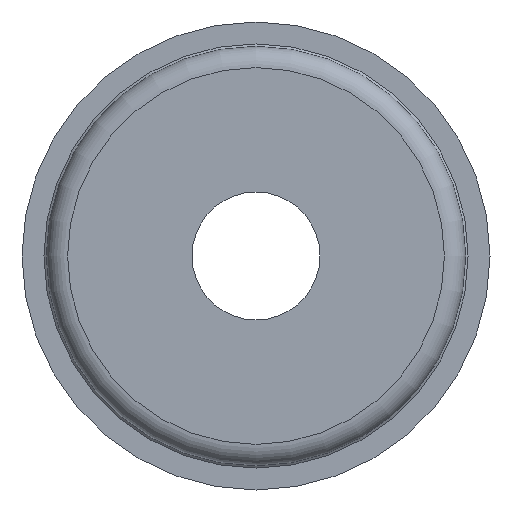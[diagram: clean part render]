
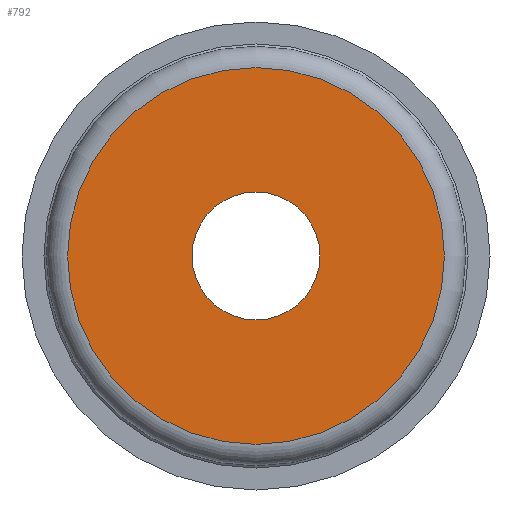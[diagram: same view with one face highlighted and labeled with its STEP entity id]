
A CAD part, front view. The second image highlights one B-rep face of the part: STEP entity #792.
In plain terms, the highlighted planar face has unit normal (0, -1, 0).
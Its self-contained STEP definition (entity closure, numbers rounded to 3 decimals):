
#30=PLANE('',#879);
#133=ORIENTED_EDGE('',*,*,#182,.F.);
#134=ORIENTED_EDGE('',*,*,#181,.T.);
#181=EDGE_CURVE('',#224,#224,#267,.T.);
#182=EDGE_CURVE('',#225,#225,#268,.F.);
#224=VERTEX_POINT('',#1178);
#225=VERTEX_POINT('',#1181);
#267=CIRCLE('',#878,7.95);
#268=CIRCLE('',#880,2.7);
#348=EDGE_LOOP('',(#133));
#349=EDGE_LOOP('',(#134));
#434=FACE_BOUND('',#348,.T.);
#435=FACE_BOUND('',#349,.T.);
#792=ADVANCED_FACE('',(#434,#435),#30,.F.);
#878=AXIS2_PLACEMENT_3D('',#1177,#1042,#1043);
#879=AXIS2_PLACEMENT_3D('',#1179,#1044,#1045);
#880=AXIS2_PLACEMENT_3D('',#1180,#1046,#1047);
#1042=DIRECTION('',(0.,-1.,0.));
#1043=DIRECTION('',(0.,0.,-1.));
#1044=DIRECTION('',(0.,1.,0.));
#1045=DIRECTION('',(0.,0.,1.));
#1046=DIRECTION('',(0.,1.,0.));
#1047=DIRECTION('',(0.,0.,1.));
#1177=CARTESIAN_POINT('',(0.,0.,0.));
#1178=CARTESIAN_POINT('',(0.,0.,-7.95));
#1179=CARTESIAN_POINT('',(7.95,0.,0.));
#1180=CARTESIAN_POINT('',(0.,0.,0.));
#1181=CARTESIAN_POINT('',(0.,0.,2.7));
